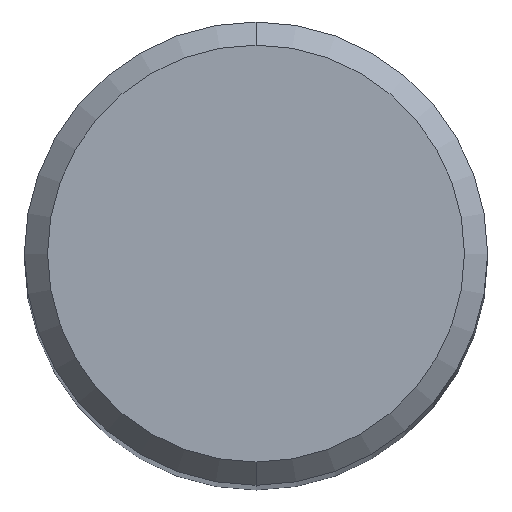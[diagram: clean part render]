
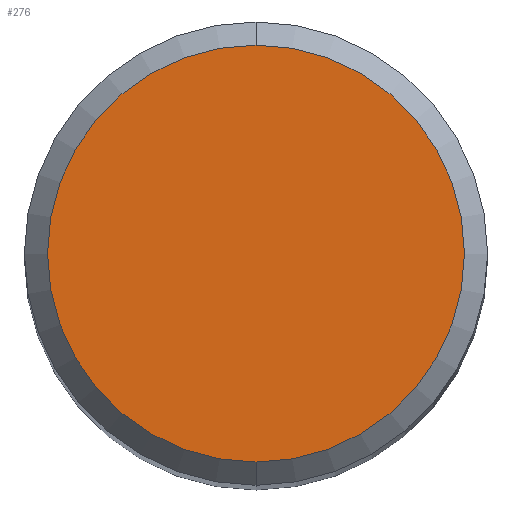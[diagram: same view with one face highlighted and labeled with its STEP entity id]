
A CAD part, top view. The second image highlights one B-rep face of the part: STEP entity #276.
In plain terms, the highlighted planar face has unit normal (0, 0, 1).
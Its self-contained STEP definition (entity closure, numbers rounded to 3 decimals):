
#192=EDGE_CURVE('',#348,#258,#494,.T.);
#258=VERTEX_POINT('',#569);
#276=ADVANCED_FACE('',(#588),#589,.T.);
#292=EDGE_CURVE('',#258,#348,#606,.T.);
#348=VERTEX_POINT('',#672);
#494=CIRCLE('',#866,4.5);
#569=CARTESIAN_POINT('',(0.0,4.5,0.0));
#588=FACE_OUTER_BOUND('',#1043,.T.);
#589=PLANE('',#1044);
#606=CIRCLE('',#1075,4.5);
#672=CARTESIAN_POINT('',(0.,-4.5,0.0));
#866=AXIS2_PLACEMENT_3D('',#1467,#1468,#1469);
#1043=EDGE_LOOP('',(#1585,#1586));
#1044=AXIS2_PLACEMENT_3D('',#1587,#1588,#1589);
#1075=AXIS2_PLACEMENT_3D('',#1603,#1604,#1605);
#1467=CARTESIAN_POINT('',(0.0,0.0,0.0));
#1468=DIRECTION('',(0.0,0.0,-1.0));
#1469=DIRECTION('',(0.0,1.0,0.0));
#1585=ORIENTED_EDGE('',*,*,#292,.F.);
#1586=ORIENTED_EDGE('',*,*,#192,.F.);
#1587=CARTESIAN_POINT('',(0.0,2.25,0.0));
#1588=DIRECTION('',(-0.0,0.0,1.0));
#1589=DIRECTION('',(0.0,-1.0,0.0));
#1603=CARTESIAN_POINT('',(0.0,0.0,0.0));
#1604=DIRECTION('',(0.0,0.0,-1.0));
#1605=DIRECTION('',(0.0,1.0,0.0));
